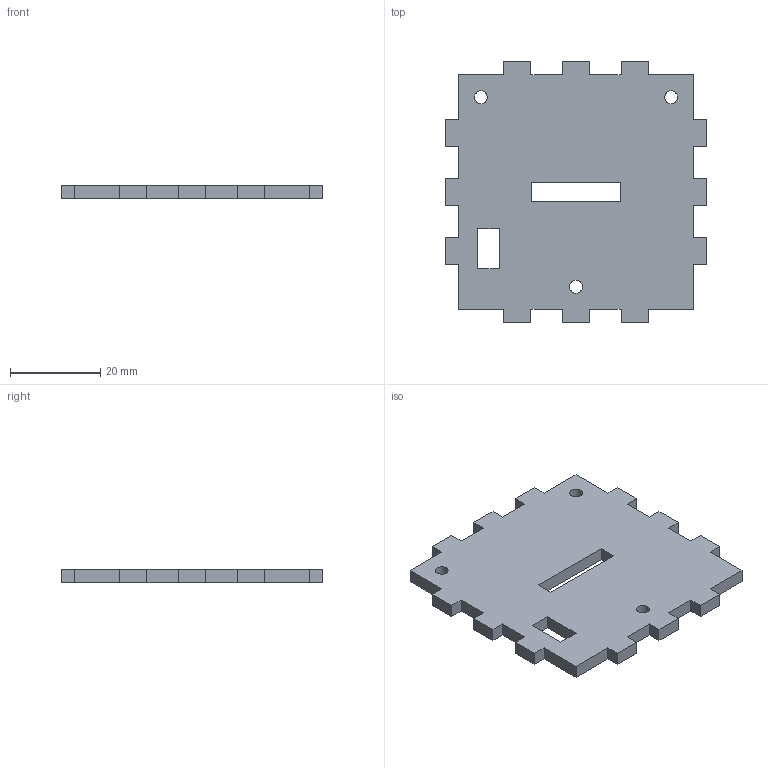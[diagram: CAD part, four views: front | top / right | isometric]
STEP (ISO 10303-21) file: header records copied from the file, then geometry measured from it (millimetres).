
FILE_DESCRIPTION(/* description */ ('STEP AP242','CAx-IF Rec.Pracs.---Representation and Presentation of Product Manufacturing Information (PMI)---4.0---2014-10-13','CAx-IF Rec.Pracs.---3D Tessellated Geometry---0.4---2014-09-14','2;1'),/* implementation_level */ '2;1');
FILE_NAME(/* name */ '0afcf1ae-e92c-4c0a-b48a-247b69b83f79',/* time_stamp */ '2023-03-04T16:39:44+00:00',/* author */ (''),/* organization */ (''),/* preprocessor_version */ 'ST-DEVELOPER v18.102',/* originating_system */ ' ',/* authorisation */ ' ');
FILE_SCHEMA (('AP242_MANAGED_MODEL_BASED_3D_ENGINEERING_MIM_LF { 1 0 10303 442 1 1 4 }'));
Length unit declared in the file: metre
Products named in the file (1): Part 1
Bounding box: 58 x 58 x 3 mm (x, y, z)
Volume: 8339.2 mm3; surface area: 6704.9 mm2
Topology: 1 solids, 1 shells, 69 faces, 201 edges, 134 vertices
Faces by surface type: plane 66, cylinder 3
Full cylindrical faces by diameter (mm): 2.85 x3
Entity records: 2268 total; most frequent: CARTESIAN_POINT 402, ORIENTED_EDGE 396, DIRECTION 344, EDGE_CURVE 198, LINE 192, VECTOR 192, VERTEX_POINT 134, EDGE_LOOP 82
